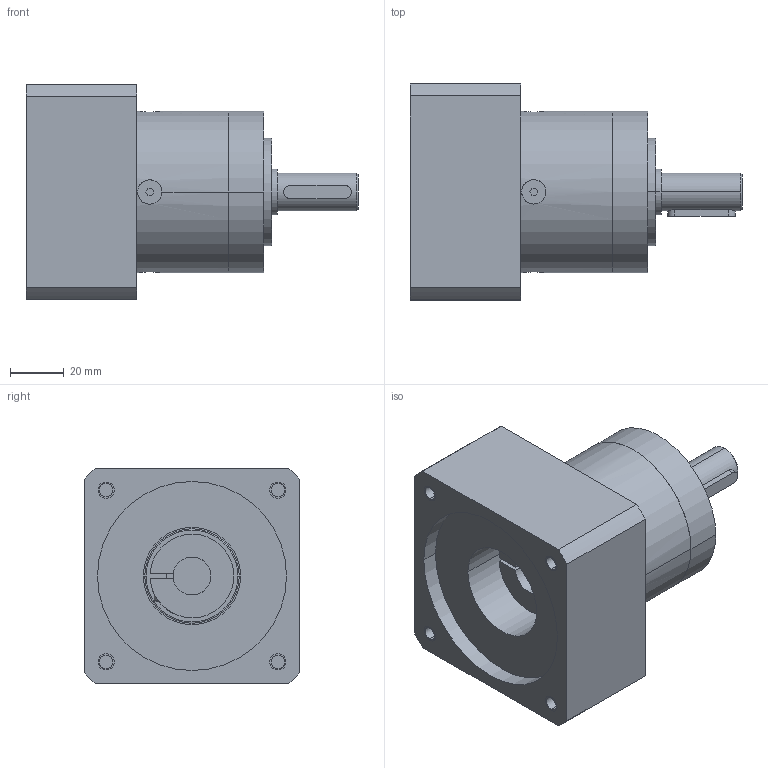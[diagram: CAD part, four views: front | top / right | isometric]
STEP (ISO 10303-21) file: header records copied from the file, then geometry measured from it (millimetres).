
FILE_DESCRIPTION((''),'2;1');
FILE_NAME('MB_PLE_MASTER','2016-07-18T',('agw'),(''),'CREO PARAMETRIC BY PTC INC, 2015290','CREO PARAMETRIC BY PTC INC, 2015290','');
FILE_SCHEMA(('AUTOMOTIVE_DESIGN { 1 0 10303 214 1 1 1 1 }'));
Length unit declared in the file: millimetre
Products named in the file (1): MB_PLE_MASTER
Bounding box: 123 x 80 x 80 mm (x, y, z)
Volume: 355333.8 mm3; surface area: 47286.1 mm2
Topology: 1 solids, 10 shells, 173 faces, 403 edges, 261 vertices
Faces by surface type: plane 81, cylinder 80, cone 6, torus 6
Entity records: 5981 total; most frequent: CARTESIAN_POINT 1038, DIRECTION 905, ORIENTED_EDGE 766, EDGE_CURVE 401, AXIS2_PLACEMENT_3D 341, VERTEX_POINT 261, VECTOR 223, LINE 223
